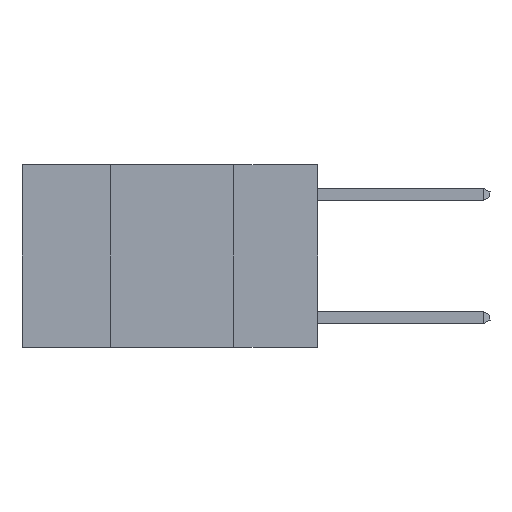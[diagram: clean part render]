
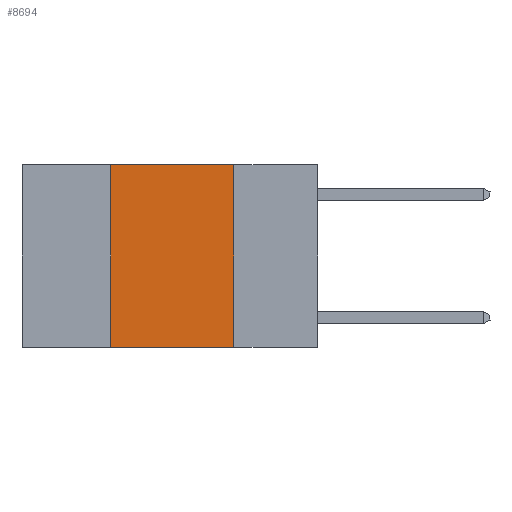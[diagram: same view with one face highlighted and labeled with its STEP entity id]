
A CAD part, left-side view. The second image highlights one B-rep face of the part: STEP entity #8694.
In plain terms, the highlighted planar face has unit normal (-1, 0, 0).
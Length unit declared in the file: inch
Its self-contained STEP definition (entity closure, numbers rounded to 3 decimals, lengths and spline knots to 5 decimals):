
#238 = EDGE_CURVE ( 'NONE', #22700, #8709, #1769, .T. ) ;
#532 = VECTOR ( 'NONE', #16990, 39.37008 ) ;
#584 = EDGE_LOOP ( 'NONE', ( #16545, #4755, #5041, #25359 ) ) ;
#769 = CARTESIAN_POINT ( 'NONE',  ( 0., 0.6, 0. ) ) ;
#896 = DIRECTION ( 'NONE',  ( 1., 0., 0. ) ) ;
#1142 = EDGE_CURVE ( 'NONE', #1880, #21855, #18664, .T. ) ;
#1317 = VECTOR ( 'NONE', #21722, 39.37008 ) ;
#1769 = LINE ( 'NONE', #6513, #8994 ) ;
#1880 = VERTEX_POINT ( 'NONE', #6910 ) ;
#2551 = CARTESIAN_POINT ( 'NONE',  ( 0., 0.17, 0. ) ) ;
#2613 = PLANE ( 'NONE',  #2998 ) ;
#2998 = AXIS2_PLACEMENT_3D ( 'NONE', #769, #896, #22812 ) ;
#3115 = LINE ( 'NONE', #9180, #532 ) ;
#4755 = ORIENTED_EDGE ( 'NONE', *, *, #238, .F. ) ;
#5041 = ORIENTED_EDGE ( 'NONE', *, *, #9318, .F. ) ;
#5156 = CARTESIAN_POINT ( 'NONE',  ( 0., 0.17, 0. ) ) ;
#6513 = CARTESIAN_POINT ( 'NONE',  ( 0., 0.6, 0. ) ) ;
#6910 = CARTESIAN_POINT ( 'NONE',  ( 0., 0.42, -0.37 ) ) ;
#8670 = CARTESIAN_POINT ( 'NONE',  ( 0., 0.42, 0. ) ) ;
#8694 = ADVANCED_FACE ( 'NONE', ( #14415 ), #2613, .F. ) ;
#8709 = VERTEX_POINT ( 'NONE', #5156 ) ;
#8994 = VECTOR ( 'NONE', #10740, 39.37008 ) ;
#9180 = CARTESIAN_POINT ( 'NONE',  ( 0., 0.42, 0. ) ) ;
#9318 = EDGE_CURVE ( 'NONE', #1880, #22700, #3115, .T. ) ;
#10740 = DIRECTION ( 'NONE',  ( 0., -1., 0. ) ) ;
#12405 = CARTESIAN_POINT ( 'NONE',  ( 0., 0.6, -0.37 ) ) ;
#13857 = LINE ( 'NONE', #2551, #1317 ) ;
#14415 = FACE_OUTER_BOUND ( 'NONE', #584, .T. ) ;
#15120 = VECTOR ( 'NONE', #20239, 39.37008 ) ;
#16545 = ORIENTED_EDGE ( 'NONE', *, *, #21627, .F. ) ;
#16990 = DIRECTION ( 'NONE',  ( 0., 0., 1. ) ) ;
#18664 = LINE ( 'NONE', #12405, #15120 ) ;
#20239 = DIRECTION ( 'NONE',  ( 0., -1., 0. ) ) ;
#21627 = EDGE_CURVE ( 'NONE', #8709, #21855, #13857, .T. ) ;
#21722 = DIRECTION ( 'NONE',  ( 0., 0., -1. ) ) ;
#21855 = VERTEX_POINT ( 'NONE', #24925 ) ;
#22700 = VERTEX_POINT ( 'NONE', #8670 ) ;
#22812 = DIRECTION ( 'NONE',  ( 0., 0., -1. ) ) ;
#24925 = CARTESIAN_POINT ( 'NONE',  ( 0., 0.17, -0.37 ) ) ;
#25359 = ORIENTED_EDGE ( 'NONE', *, *, #1142, .T. ) ;
